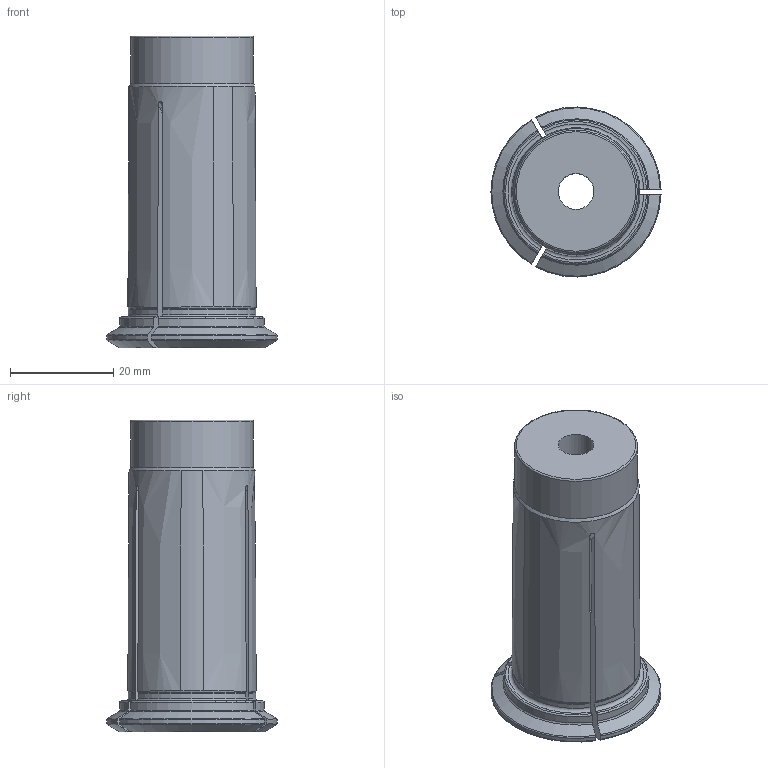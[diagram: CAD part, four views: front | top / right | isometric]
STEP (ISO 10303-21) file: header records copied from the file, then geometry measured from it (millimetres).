
FILE_DESCRIPTION(/* description */ (''),/* implementation_level */ '2;1');
FILE_NAME(/* name */ '172509325.stp',/* time_stamp */ '2022-03-25T09:45:37',/* author */ ('LRA'),/* organization */ ('REGO-FIX'),/* preprocessor_version */ ' Unknown',/* originating_system */ 'SIEMENS PLM Software Solid Edge ST10',/* authorization */ 'Unknown');
FILE_SCHEMA (('AUTOMOTIVE_DESIGN { 1 0 10303 214 2 1 1}'));
Length unit declared in the file: millimetre
Products named in the file (1): NOCUT
Bounding box: 32.99 x 33 x 60.5 mm (x, y, z)
Volume: 25592.5 mm3; surface area: 12642.6 mm2
Topology: 1 solids, 3 shells, 117 faces, 317 edges, 208 vertices
Faces by surface type: cylinder 37, plane 31, torus 29, cone 20
Full cylindrical faces by diameter (mm): 6.917 x1, 7 x2, 8.4 x1, 9.3 x1, 18.2 x1, 18.5 x1, 18.9 x1, 19 x2, 23.8 x1
Entity records: 4610 total; most frequent: CARTESIAN_POINT 873, DIRECTION 612, ORIENTED_EDGE 594, EDGE_CURVE 297, AXIS2_PLACEMENT_3D 257, VERTEX_POINT 206, EDGE_LOOP 143, FACE_BOUND 143
